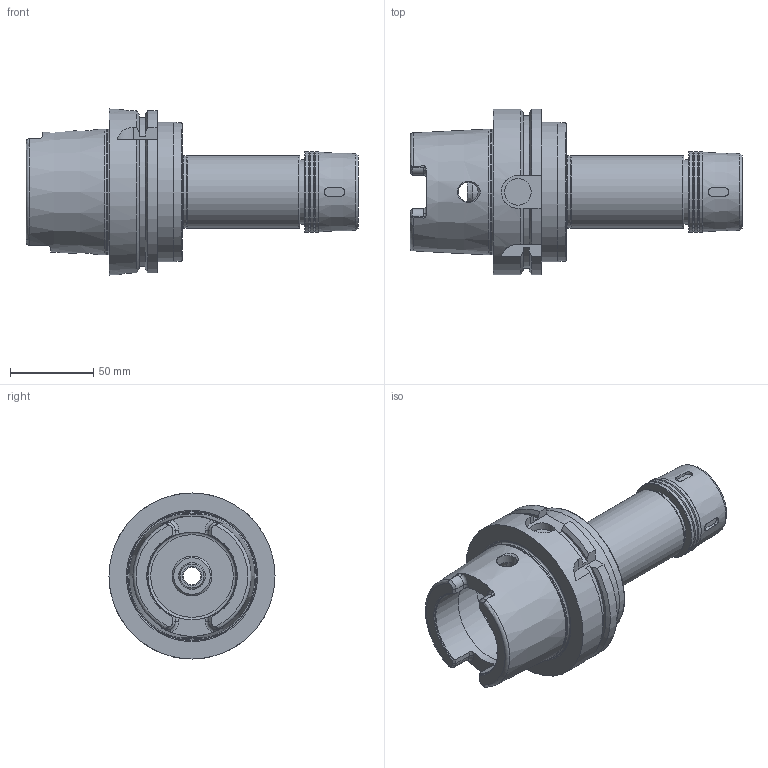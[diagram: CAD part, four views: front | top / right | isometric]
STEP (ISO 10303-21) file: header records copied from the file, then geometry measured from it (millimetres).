
FILE_DESCRIPTION((''),'2;1');
FILE_NAME('538077022150-3D.stp','2020-01-13T12:01:48',('nttooll'),(''),'Autodesk Inventor 2012','Autodesk Inventor 2012','');
FILE_SCHEMA(('AUTOMOTIVE_DESIGN { 1 0 10303 214 1 1 1 1 }'));
Length unit declared in the file: millimetre
Products named in the file (1): 538077022150-3D
Bounding box: 200 x 100 x 100 mm (x, y, z)
Volume: 453965.4 mm3; surface area: 81878.2 mm2
Topology: 1 solids, 1 shells, 183 faces, 431 edges, 270 vertices
Faces by surface type: plane 70, cylinder 57, cone 39, torus 17
Full cylindrical faces by diameter (mm): 10.5 x1, 12 x3, 15.3 x1, 16 x2, 22.3 x1, 23 x1, 24 x2, 28 x1, 30.4 x1, 32.5 x1, 36 x1, 39 x1, 43.6 x1, 44 x1, 48.8 x3, 53 x1, 53.8 x1, 63 x1, 75.3 x1, 84 x1, 100 x1
Entity records: 5343 total; most frequent: CARTESIAN_POINT 1419, DIRECTION 831, ORIENTED_EDGE 718, EDGE_CURVE 359, AXIS2_PLACEMENT_3D 350, EDGE_LOOP 269, VERTEX_POINT 258, FACE_OUTER_BOUND 183
